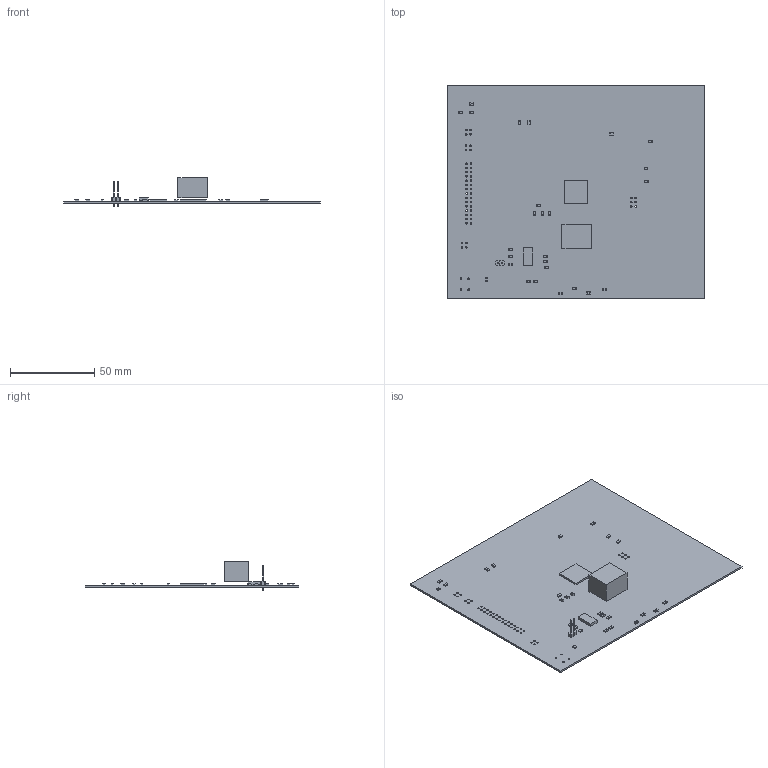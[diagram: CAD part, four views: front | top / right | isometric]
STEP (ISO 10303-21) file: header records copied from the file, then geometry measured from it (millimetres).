
FILE_DESCRIPTION(('Open CASCADE Model'),'2;1');
FILE_NAME('Open CASCADE Shape Model','2013-01-26T02:37:22',('Author'),( 'Open CASCADE'),'Open CASCADE STEP processor 6.2','Open CASCADE 6.2' ,'Unknown');
FILE_SCHEMA(('AUTOMOTIVE_DESIGN { 1 0 10303 214 1 1 1 1 }'));
Length unit declared in the file: millimetre
Products named in the file (54): PCB; Board; 1Kanaloa_v2.0.0_GPIO_b; 346858768; Extruded; 346859152; R12Kanaloa_v2.0.0_GPIO_b; 346859792; 346859920; R11Kanaloa_v2.0.0_GPIO_b; U5Kanaloa_v2.0.0_GPIO_b; 346862352; IntPreKanaloa_v2.0.0_GPIO_b; 356386256; C6Kanaloa_v2.0.0_GPIO_b; U6Kanaloa_v2.0.0_GPIO_b; 346862480; C7Kanaloa_v2.0.0_GPIO_b; C4Kanaloa_v2.0.0_GPIO_b; 346860816; R9Kanaloa_v2.0.0_GPIO_b; R8Kanaloa_v2.0.0_GPIO_b; R7Kanaloa_v2.0.0_GPIO_b; R6Kanaloa_v2.0.0_GPIO_b; R5Kanaloa_v2.0.0_GPIO_b; R4Kanaloa_v2.0.0_GPIO_b; R3Kanaloa_v2.0.0_GPIO_b; R2Kanaloa_v2.0.0_GPIO_b; R1Kanaloa_v2.0.0_GPIO_b; LED2Kanaloa_v2.0.0_GPIO_b; 356386640; LED1Kanaloa_v2.0.0_GPIO_b; C8Kanaloa_v2.0.0_GPIO_b; C5Kanaloa_v2.0.0_GPIO_b; C3Kanaloa_v2.0.0_GPIO_b; 346860048; 346860176; C2Kanaloa_v2.0.0_GPIO_b; C1Kanaloa_v2.0.0_GPIO_b; R10Kanaloa_v2.0.0_GPIO_b ...
Assembly tree (129 placements, depth 4):
  PCB
    Board
    1Kanaloa_v2.0.0_GPIO_b
      346858768  x2
        Extruded
      346859152  x2
        Extruded
    R12Kanaloa_v2.0.0_GPIO_b
      346859792  x2
        Extruded
      346859920
        Extruded
    R11Kanaloa_v2.0.0_GPIO_b
      346859792  x2
        Extruded
      346859920
        Extruded
    U5Kanaloa_v2.0.0_GPIO_b
      346862352
        Extruded
    IntPreKanaloa_v2.0.0_GPIO_b
      356386256
        Extruded
    C6Kanaloa_v2.0.0_GPIO_b
      346859792  x2
        Extruded
      346859920
        Extruded
    U6Kanaloa_v2.0.0_GPIO_b
      346862480
        Extruded
    C7Kanaloa_v2.0.0_GPIO_b
      346859792  x2
        Extruded
      346859920
        Extruded
    C4Kanaloa_v2.0.0_GPIO_b
      346859792  x2
        Extruded
      346860816
        Extruded
    R9Kanaloa_v2.0.0_GPIO_b
      346859792  x2
        Extruded
      346859920
        Extruded
    R8Kanaloa_v2.0.0_GPIO_b
      346859792  x2
        Extruded
      346859920
        Extruded
    R7Kanaloa_v2.0.0_GPIO_b
      346859792  x2
        Extruded
      346860816
        Extruded
    R6Kanaloa_v2.0.0_GPIO_b
      346859792  x2
        Extruded
      346859920
Bounding box: 152.4 x 127 x 17.18 mm (x, y, z)
Volume: 24831.2 mm3; surface area: 41976.8 mm2
Topology: 88 solids, 88 shells, 598 faces, 1262 edges, 840 vertices
Faces by surface type: plane 544, cylinder 54
Full cylindrical faces by diameter (mm): 0.889 x2, 0.9 x48, 1 x4
Entity records: 10121 total; most frequent: DIRECTION 1620, CARTESIAN_POINT 1466, LINE 768, VECTOR 768, ORIENTED_EDGE 656, PCURVE 656, DEFINITIONAL_REPRESENTATION 656, AXIS2_PLACEMENT_3D 372
